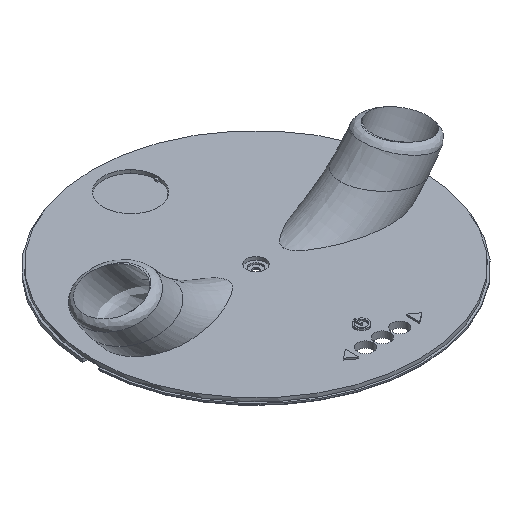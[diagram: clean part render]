
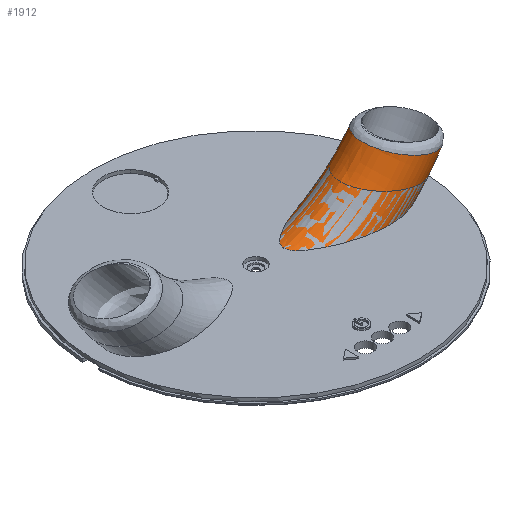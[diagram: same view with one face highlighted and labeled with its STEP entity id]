
A CAD part, isometric view. The second image highlights one B-rep face of the part: STEP entity #1912.
In plain terms, the highlighted toroidal (fillet/blend) face has major radius 57.531 mm and minor radius 10.5 mm.
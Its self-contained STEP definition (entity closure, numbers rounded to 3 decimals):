
#52=TOROIDAL_SURFACE('',#2084,57.531,10.5);
#141=B_SPLINE_CURVE_WITH_KNOTS('',3,(#4847,#4848,#4849,#4850,#4851,#4852,
#4853,#4854,#4855,#4856,#4857,#4858,#4859,#4860,#4861,#4862,#4863,#4864,
#4865,#4866,#4867,#4868,#4869,#4870,#4871,#4872,#4873,#4874,#4875,#4876,
#4877,#4878),.UNSPECIFIED.,.F.,.F.,(4,2,2,2,2,2,2,2,2,2,2,2,2,2,2,4),(0.,
0.173,0.346,0.548,0.75,1.004,
1.257,1.601,1.944,2.77,3.596,
3.901,4.205,4.367,4.425,4.483),
 .UNSPECIFIED.);
#142=B_SPLINE_CURVE_WITH_KNOTS('',3,(#4879,#4880,#4881,#4882,#4883,#4884,
#4885,#4886,#4887,#4888,#4889,#4890,#4891,#4892,#4893,#4894,#4895,#4896,
#4897,#4898,#4899,#4900,#4901,#4902,#4903,#4904,#4905,#4906,#4907,#4908,
#4909,#4910),.UNSPECIFIED.,.F.,.F.,(4,2,2,2,2,2,2,2,2,2,2,2,2,2,2,4),(4.483,
4.541,4.599,4.761,5.065,5.37,
6.196,7.022,7.365,7.709,7.962,
8.216,8.418,8.62,8.793,8.966),
 .UNSPECIFIED.);
#149=B_SPLINE_CURVE_WITH_KNOTS('',3,(#5135,#5136,#5137,#5138,#5139,#5140,
#5141,#5142,#5143,#5144,#5145),.UNSPECIFIED.,.F.,.F.,(4,1,1,1,1,1,1,1,4),
(0.,0.459,0.918,1.377,1.836,
2.295,2.754,3.06,3.213),
 .UNSPECIFIED.);
#150=B_SPLINE_CURVE_WITH_KNOTS('',3,(#5146,#5147,#5148,#5149,#5150,#5151,
#5152,#5153,#5154,#5155,#5156),.UNSPECIFIED.,.F.,.F.,(4,1,1,1,1,1,1,1,4),
(3.213,3.672,3.978,4.59,4.896,
5.508,5.967,6.082,6.426),
 .UNSPECIFIED.);
#317=FACE_OUTER_BOUND('',#449,.T.);
#449=EDGE_LOOP('',(#1628,#1629,#1630,#1631,#1632,#1633));
#797=CIRCLE('',#2085,47.031);
#915=VERTEX_POINT('',#4845);
#916=VERTEX_POINT('',#4846);
#922=VERTEX_POINT('',#5127);
#923=VERTEX_POINT('',#5134);
#1158=EDGE_CURVE('',#915,#916,#141,.T.);
#1159=EDGE_CURVE('',#916,#915,#142,.T.);
#1166=EDGE_CURVE('',#922,#923,#149,.T.);
#1167=EDGE_CURVE('',#923,#922,#150,.T.);
#1171=EDGE_CURVE('',#923,#916,#797,.T.);
#1628=ORIENTED_EDGE('',*,*,#1166,.F.);
#1629=ORIENTED_EDGE('',*,*,#1167,.F.);
#1630=ORIENTED_EDGE('',*,*,#1171,.T.);
#1631=ORIENTED_EDGE('',*,*,#1159,.T.);
#1632=ORIENTED_EDGE('',*,*,#1158,.T.);
#1633=ORIENTED_EDGE('',*,*,#1171,.F.);
#1912=ADVANCED_FACE('',(#317),#52,.T.);
#2084=AXIS2_PLACEMENT_3D('',#5189,#2395,#2396);
#2085=AXIS2_PLACEMENT_3D('',#5190,#2397,#2398);
#2395=DIRECTION('center_axis',(0.,-1.,0.));
#2396=DIRECTION('ref_axis',(0.,0.,1.));
#2397=DIRECTION('center_axis',(0.,1.,0.));
#2398=DIRECTION('ref_axis',(0.,0.,1.));
#4845=CARTESIAN_POINT('',(47.576,0.,30.));
#4846=CARTESIAN_POINT('',(8.901,0.,30.));
#4847=CARTESIAN_POINT('Ctrl Pts',(47.576,0.,
30.));
#4848=CARTESIAN_POINT('Ctrl Pts',(47.576,0.577,30.));
#4849=CARTESIAN_POINT('Ctrl Pts',(47.507,1.204,30.));
#4850=CARTESIAN_POINT('Ctrl Pts',(47.219,2.425,30.));
#4851=CARTESIAN_POINT('Ctrl Pts',(46.999,3.017,30.));
#4852=CARTESIAN_POINT('Ctrl Pts',(46.454,4.142,30.));
#4853=CARTESIAN_POINT('Ctrl Pts',(46.06,4.765,30.));
#4854=CARTESIAN_POINT('Ctrl Pts',(45.138,5.906,30.));
#4855=CARTESIAN_POINT('Ctrl Pts',(44.611,6.425,30.));
#4856=CARTESIAN_POINT('Ctrl Pts',(43.444,7.398,30.));
#4857=CARTESIAN_POINT('Ctrl Pts',(42.676,7.914,30.));
#4858=CARTESIAN_POINT('Ctrl Pts',(41.049,8.785,30.));
#4859=CARTESIAN_POINT('Ctrl Pts',(40.191,9.141,30.));
#4860=CARTESIAN_POINT('Ctrl Pts',(38.305,9.777,30.));
#4861=CARTESIAN_POINT('Ctrl Pts',(37.084,10.066,30.));
#4862=CARTESIAN_POINT('Ctrl Pts',(34.607,10.426,30.));
#4863=CARTESIAN_POINT('Ctrl Pts',(33.352,10.5,30.));
#4864=CARTESIAN_POINT('Ctrl Pts',(29.453,10.5,30.));
#4865=CARTESIAN_POINT('Ctrl Pts',(26.479,10.078,30.));
#4866=CARTESIAN_POINT('Ctrl Pts',(20.693,8.565,30.));
#4867=CARTESIAN_POINT('Ctrl Pts',(17.876,7.488,30.));
#4868=CARTESIAN_POINT('Ctrl Pts',(14.516,5.783,30.));
#4869=CARTESIAN_POINT('Ctrl Pts',(13.542,5.24,30.));
#4870=CARTESIAN_POINT('Ctrl Pts',(11.696,4.02,30.));
#4871=CARTESIAN_POINT('Ctrl Pts',(10.822,3.347,30.));
#4872=CARTESIAN_POINT('Ctrl Pts',(9.769,2.205,30.));
#4873=CARTESIAN_POINT('Ctrl Pts',(9.384,1.685,30.));
#4874=CARTESIAN_POINT('Ctrl Pts',(9.088,1.016,30.));
#4875=CARTESIAN_POINT('Ctrl Pts',(9.017,0.815,30.));
#4876=CARTESIAN_POINT('Ctrl Pts',(8.923,0.404,30.));
#4877=CARTESIAN_POINT('Ctrl Pts',(8.901,0.194,30.));
#4878=CARTESIAN_POINT('Ctrl Pts',(8.901,0.,
30.));
#4879=CARTESIAN_POINT('Ctrl Pts',(8.901,0.,
30.));
#4880=CARTESIAN_POINT('Ctrl Pts',(8.901,-0.194,30.));
#4881=CARTESIAN_POINT('Ctrl Pts',(8.923,-0.404,30.));
#4882=CARTESIAN_POINT('Ctrl Pts',(9.017,-0.815,30.));
#4883=CARTESIAN_POINT('Ctrl Pts',(9.088,-1.016,30.));
#4884=CARTESIAN_POINT('Ctrl Pts',(9.384,-1.685,30.));
#4885=CARTESIAN_POINT('Ctrl Pts',(9.769,-2.205,30.));
#4886=CARTESIAN_POINT('Ctrl Pts',(10.822,-3.347,30.));
#4887=CARTESIAN_POINT('Ctrl Pts',(11.696,-4.02,30.));
#4888=CARTESIAN_POINT('Ctrl Pts',(13.542,-5.24,30.));
#4889=CARTESIAN_POINT('Ctrl Pts',(14.516,-5.783,30.));
#4890=CARTESIAN_POINT('Ctrl Pts',(17.876,-7.488,30.));
#4891=CARTESIAN_POINT('Ctrl Pts',(20.693,-8.565,30.));
#4892=CARTESIAN_POINT('Ctrl Pts',(26.479,-10.078,30.));
#4893=CARTESIAN_POINT('Ctrl Pts',(29.453,-10.5,30.));
#4894=CARTESIAN_POINT('Ctrl Pts',(33.352,-10.5,30.));
#4895=CARTESIAN_POINT('Ctrl Pts',(34.607,-10.426,30.));
#4896=CARTESIAN_POINT('Ctrl Pts',(37.084,-10.066,30.));
#4897=CARTESIAN_POINT('Ctrl Pts',(38.305,-9.777,30.));
#4898=CARTESIAN_POINT('Ctrl Pts',(40.191,-9.141,30.));
#4899=CARTESIAN_POINT('Ctrl Pts',(41.049,-8.785,30.));
#4900=CARTESIAN_POINT('Ctrl Pts',(42.676,-7.914,30.));
#4901=CARTESIAN_POINT('Ctrl Pts',(43.444,-7.398,30.));
#4902=CARTESIAN_POINT('Ctrl Pts',(44.611,-6.425,30.));
#4903=CARTESIAN_POINT('Ctrl Pts',(45.138,-5.906,30.));
#4904=CARTESIAN_POINT('Ctrl Pts',(46.06,-4.765,30.));
#4905=CARTESIAN_POINT('Ctrl Pts',(46.454,-4.142,30.));
#4906=CARTESIAN_POINT('Ctrl Pts',(46.999,-3.017,30.));
#4907=CARTESIAN_POINT('Ctrl Pts',(47.219,-2.425,30.));
#4908=CARTESIAN_POINT('Ctrl Pts',(47.507,-1.204,30.));
#4909=CARTESIAN_POINT('Ctrl Pts',(47.576,-0.577,30.));
#4910=CARTESIAN_POINT('Ctrl Pts',(47.576,0.,
30.));
#5127=CARTESIAN_POINT('',(55.295,0.,40.431));
#5134=CARTESIAN_POINT('',(34.151,0.001,46.658));
#5135=CARTESIAN_POINT('Ctrl Pts',(55.295,0.,
40.431));
#5136=CARTESIAN_POINT('Ctrl Pts',(55.295,1.638,40.431));
#5137=CARTESIAN_POINT('Ctrl Pts',(54.505,4.91,40.645));
#5138=CARTESIAN_POINT('Ctrl Pts',(51.325,8.665,41.519));
#5139=CARTESIAN_POINT('Ctrl Pts',(46.98,10.604,42.745));
#5140=CARTESIAN_POINT('Ctrl Pts',(42.325,10.557,44.108));
#5141=CARTESIAN_POINT('Ctrl Pts',(38.076,8.59,45.404));
#5142=CARTESIAN_POINT('Ctrl Pts',(35.308,5.315,46.283));
#5143=CARTESIAN_POINT('Ctrl Pts',(34.27,2.181,46.62));
#5144=CARTESIAN_POINT('Ctrl Pts',(34.149,0.546,46.659));
#5145=CARTESIAN_POINT('Ctrl Pts',(34.151,0.001,
46.658));
#5146=CARTESIAN_POINT('Ctrl Pts',(34.151,0.001,
46.658));
#5147=CARTESIAN_POINT('Ctrl Pts',(34.158,-1.635,46.656));
#5148=CARTESIAN_POINT('Ctrl Pts',(34.806,-4.361,46.445));
#5149=CARTESIAN_POINT('Ctrl Pts',(37.636,-8.254,45.542));
#5150=CARTESIAN_POINT('Ctrl Pts',(41.34,-10.3,44.403));
#5151=CARTESIAN_POINT('Ctrl Pts',(46.438,-10.71,42.9));
#5152=CARTESIAN_POINT('Ctrl Pts',(50.97,-9.086,41.616));
#5153=CARTESIAN_POINT('Ctrl Pts',(53.709,-5.848,40.864));
#5154=CARTESIAN_POINT('Ctrl Pts',(55.001,-2.865,40.511));
#5155=CARTESIAN_POINT('Ctrl Pts',(55.295,-1.229,40.431));
#5156=CARTESIAN_POINT('Ctrl Pts',(55.295,0.,
40.431));
#5189=CARTESIAN_POINT('Origin',(-3.,0.,75.5));
#5190=CARTESIAN_POINT('Origin',(-3.,0.,75.5));
